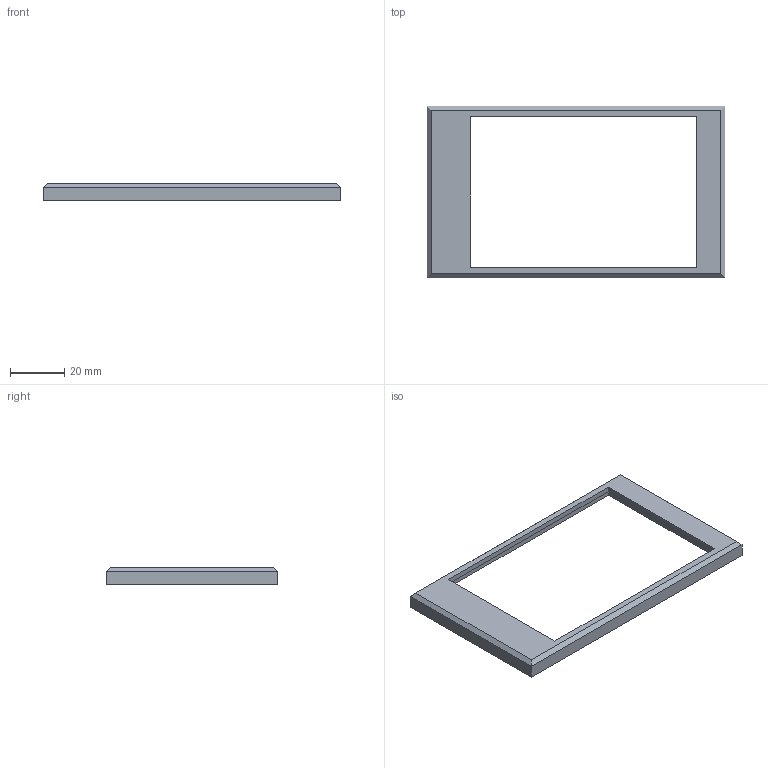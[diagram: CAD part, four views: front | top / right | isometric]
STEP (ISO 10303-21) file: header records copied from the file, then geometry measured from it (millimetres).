
FILE_DESCRIPTION(/* description */ (''),/* implementation_level */ '2;1');
FILE_NAME(/* name */ 'ili9341-4inch-cover.step',/* time_stamp */ '2024-06-14T14:08:48-07:00',/* author */ (''),/* organization */ (''),/* preprocessor_version */ 'ST-DEVELOPER v20',/* originating_system */ 'Autodesk Translation Framework v13.14.0.145',/* authorisation */ '');
FILE_SCHEMA (('AUTOMOTIVE_DESIGN { 1 0 10303 214 3 1 1 }'));
Length unit declared in the file: millimetre
Products named in the file (1): 4.0 inch display cover
Bounding box: 110 x 63.34 x 6.4 mm (x, y, z)
Volume: 8819.7 mm3; surface area: 8941 mm2
Topology: 1 solids, 1 shells, 33 faces, 80 edges, 52 vertices
Faces by surface type: plane 33
Entity records: 979 total; most frequent: CARTESIAN_POINT 166, ORIENTED_EDGE 160, DIRECTION 148, LINE 80, VECTOR 80, EDGE_CURVE 80, VERTEX_POINT 52, EDGE_LOOP 38
